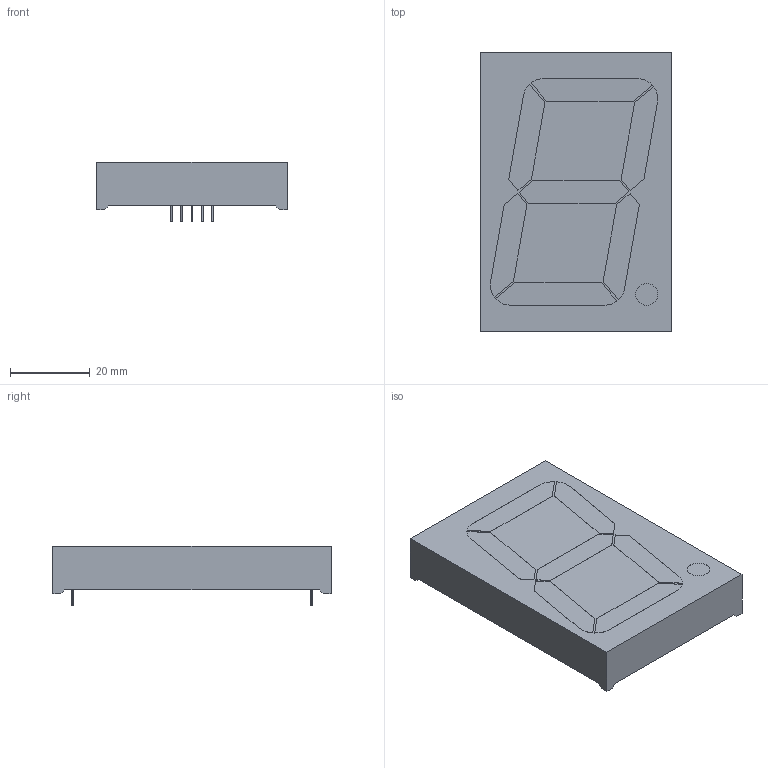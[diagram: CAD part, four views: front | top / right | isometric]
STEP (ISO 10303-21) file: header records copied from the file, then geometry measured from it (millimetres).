
FILE_DESCRIPTION (( 'STEP AP214' ), '1' );
FILE_NAME ('E79B8C27-2998-4385-9E63-767BC9CF31A8.STEP', '2023-11-12T20:59:29', ( '' ), ( '' ), 'SwSTEP 2.0', 'SolidWorks 2022', '' );
FILE_SCHEMA (( 'AUTOMOTIVE_DESIGN' ));
Length unit declared in the file: millimetre
Products named in the file (1): E79B8C27-2998-4385-9E63-767BC9CF31A8
Bounding box: 48 x 70 x 15 mm (x, y, z)
Volume: 36308.8 mm3; surface area: 9474.8 mm2
Topology: 1 solids, 1 shells, 109 faces, 267 edges, 178 vertices
Faces by surface type: plane 78, cylinder 31
Entity records: 4436 total; most frequent: CARTESIAN_POINT 555, DIRECTION 549, ORIENTED_EDGE 534, EDGE_CURVE 267, VECTOR 205, LINE 205, VERTEX_POINT 178, AXIS2_PLACEMENT_3D 172
